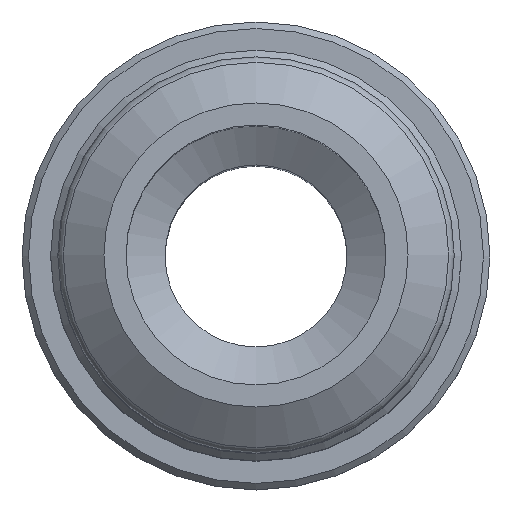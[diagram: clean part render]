
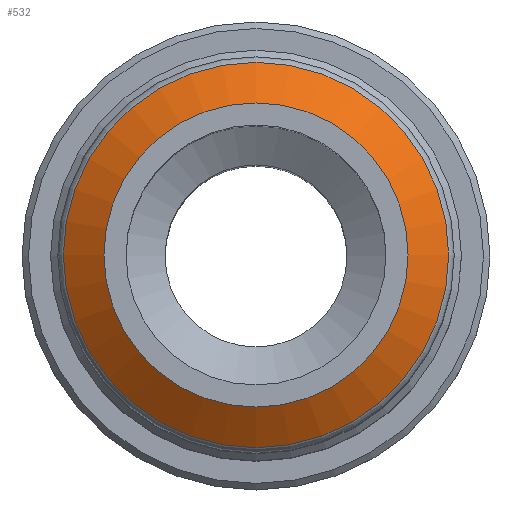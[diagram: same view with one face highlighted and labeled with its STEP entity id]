
A CAD part, top view. The second image highlights one B-rep face of the part: STEP entity #532.
In plain terms, the highlighted conical face has half-angle 55 degrees and reference radius 6.737 mm.
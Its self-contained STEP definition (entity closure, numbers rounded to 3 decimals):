
#44=CONICAL_SURFACE('',#631,6.738,0.96);
#77=FACE_OUTER_BOUND('',#123,.T.);
#123=EDGE_LOOP('',(#451,#452,#453,#454,#455));
#151=LINE('',#967,#177);
#177=VECTOR('',#804,6.738);
#221=CIRCLE('',#627,7.412);
#222=CIRCLE('',#628,7.412);
#224=CIRCLE('',#632,5.85);
#264=VERTEX_POINT('',#955);
#265=VERTEX_POINT('',#957);
#267=VERTEX_POINT('',#965);
#326=EDGE_CURVE('',#264,#265,#221,.T.);
#327=EDGE_CURVE('',#265,#264,#222,.T.);
#330=EDGE_CURVE('',#267,#267,#224,.T.);
#331=EDGE_CURVE('',#267,#265,#151,.T.);
#451=ORIENTED_EDGE('',*,*,#330,.F.);
#452=ORIENTED_EDGE('',*,*,#331,.T.);
#453=ORIENTED_EDGE('',*,*,#326,.F.);
#454=ORIENTED_EDGE('',*,*,#327,.F.);
#455=ORIENTED_EDGE('',*,*,#331,.F.);
#532=ADVANCED_FACE('',(#77),#44,.T.);
#627=AXIS2_PLACEMENT_3D('',#958,#791,#792);
#628=AXIS2_PLACEMENT_3D('',#959,#793,#794);
#631=AXIS2_PLACEMENT_3D('',#964,#800,#801);
#632=AXIS2_PLACEMENT_3D('',#966,#802,#803);
#791=DIRECTION('center_axis',(0.,0.,-1.));
#792=DIRECTION('ref_axis',(0.,-1.,0.));
#793=DIRECTION('center_axis',(0.,0.,-1.));
#794=DIRECTION('ref_axis',(0.,-1.,0.));
#800=DIRECTION('center_axis',(0.,0.,-1.));
#801=DIRECTION('ref_axis',(0.,1.,0.));
#802=DIRECTION('center_axis',(0.,0.,1.));
#803=DIRECTION('ref_axis',(0.,1.,0.));
#804=DIRECTION('',(0.,-0.819,-0.574));
#955=CARTESIAN_POINT('',(7.412,0.,46.906));
#957=CARTESIAN_POINT('',(0.,-7.412,46.906));
#958=CARTESIAN_POINT('Origin',(0.,0.,46.906));
#959=CARTESIAN_POINT('Origin',(0.,0.,46.906));
#964=CARTESIAN_POINT('Origin',(0.,0.,47.379));
#965=CARTESIAN_POINT('',(0.,-5.85,48.));
#966=CARTESIAN_POINT('Origin',(0.,0.,48.));
#967=CARTESIAN_POINT('',(0.,-6.738,47.379));
